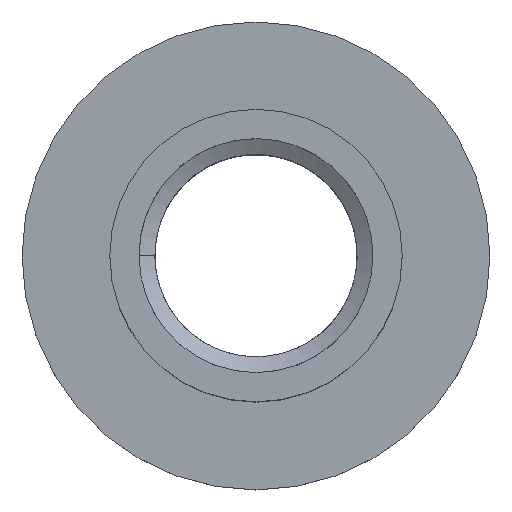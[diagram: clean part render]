
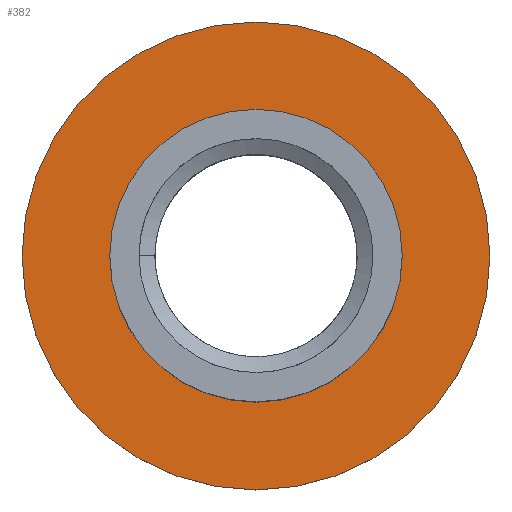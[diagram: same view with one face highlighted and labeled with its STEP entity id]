
A CAD part, top view. The second image highlights one B-rep face of the part: STEP entity #382.
In plain terms, the highlighted planar face has unit normal (0, 0, 1).
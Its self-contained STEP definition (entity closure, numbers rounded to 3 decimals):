
#131 = AXIS2_PLACEMENT_3D ( 'NONE', #153, #879, #334 ) ;
#153 = CARTESIAN_POINT ( 'NONE',  ( 0., 0., 1. ) ) ;
#271 = CARTESIAN_POINT ( 'NONE',  ( 5., 0., 1. ) ) ;
#334 = DIRECTION ( 'NONE',  ( 1., 0., 0. ) ) ;
#351 = CIRCLE ( 'NONE', #942, 5. ) ;
#382 = ADVANCED_FACE ( 'NONE', ( #2354, #1232 ), #547, .T. ) ;
#457 = ORIENTED_EDGE ( 'NONE', *, *, #796, .T. ) ;
#544 = DIRECTION ( 'NONE',  ( 1., 0., 0. ) ) ;
#547 = PLANE ( 'NONE',  #578 ) ;
#578 = AXIS2_PLACEMENT_3D ( 'NONE', #1113, #1284, #2408 ) ;
#729 = VERTEX_POINT ( 'NONE', #271 ) ;
#796 = EDGE_CURVE ( 'NONE', #1570, #2231, #1455, .T. ) ;
#879 = DIRECTION ( 'NONE',  ( 0., 0., 1. ) ) ;
#942 = AXIS2_PLACEMENT_3D ( 'NONE', #1283, #2040, #2058 ) ;
#1068 = ORIENTED_EDGE ( 'NONE', *, *, #2405, .T. ) ;
#1113 = CARTESIAN_POINT ( 'NONE',  ( 0., 0., 1. ) ) ;
#1180 = CARTESIAN_POINT ( 'NONE',  ( -5., 0., 1. ) ) ;
#1232 = FACE_OUTER_BOUND ( 'NONE', #1709, .T. ) ;
#1257 = CARTESIAN_POINT ( 'NONE',  ( 8., 0., 1. ) ) ;
#1280 = DIRECTION ( 'NONE',  ( 0., 0., 1. ) ) ;
#1283 = CARTESIAN_POINT ( 'NONE',  ( 0., 0., 1. ) ) ;
#1284 = DIRECTION ( 'NONE',  ( 0., 0., 1. ) ) ;
#1330 = CARTESIAN_POINT ( 'NONE',  ( 0., 0., 1. ) ) ;
#1455 = CIRCLE ( 'NONE', #131, 8. ) ;
#1570 = VERTEX_POINT ( 'NONE', #1257 ) ;
#1709 = EDGE_LOOP ( 'NONE', ( #1068, #457 ) ) ;
#1741 = DIRECTION ( 'NONE',  ( 1., 0., 0. ) ) ;
#1759 = AXIS2_PLACEMENT_3D ( 'NONE', #1330, #2081, #1741 ) ;
#1820 = EDGE_LOOP ( 'NONE', ( #2117, #2156 ) ) ;
#1826 = EDGE_CURVE ( 'NONE', #729, #2021, #351, .T. ) ;
#1930 = EDGE_CURVE ( 'NONE', #2021, #729, #2008, .T. ) ;
#1947 = CIRCLE ( 'NONE', #2207, 8. ) ;
#2008 = CIRCLE ( 'NONE', #1759, 5. ) ;
#2021 = VERTEX_POINT ( 'NONE', #1180 ) ;
#2040 = DIRECTION ( 'NONE',  ( 0., 0., 1. ) ) ;
#2058 = DIRECTION ( 'NONE',  ( 1., 0., 0. ) ) ;
#2081 = DIRECTION ( 'NONE',  ( 0., 0., 1. ) ) ;
#2117 = ORIENTED_EDGE ( 'NONE', *, *, #1930, .F. ) ;
#2156 = ORIENTED_EDGE ( 'NONE', *, *, #1826, .F. ) ;
#2162 = CARTESIAN_POINT ( 'NONE',  ( -8., 0., 1. ) ) ;
#2207 = AXIS2_PLACEMENT_3D ( 'NONE', #2412, #1280, #544 ) ;
#2231 = VERTEX_POINT ( 'NONE', #2162 ) ;
#2354 = FACE_BOUND ( 'NONE', #1820, .T. ) ;
#2405 = EDGE_CURVE ( 'NONE', #2231, #1570, #1947, .T. ) ;
#2408 = DIRECTION ( 'NONE',  ( 1., 0., 0. ) ) ;
#2412 = CARTESIAN_POINT ( 'NONE',  ( 0., 0., 1. ) ) ;
